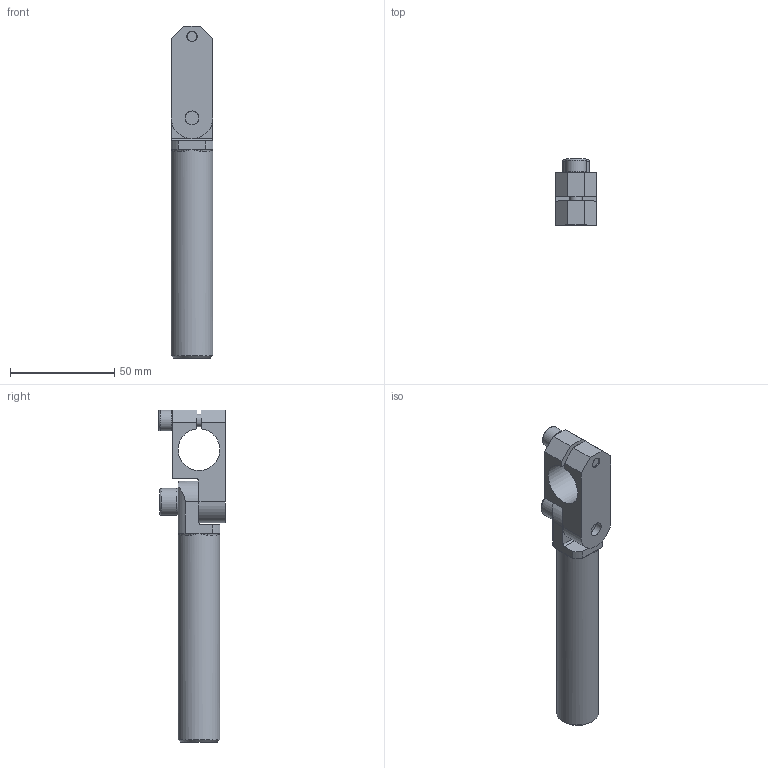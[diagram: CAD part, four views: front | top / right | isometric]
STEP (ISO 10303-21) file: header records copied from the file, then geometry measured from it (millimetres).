
FILE_DESCRIPTION((''),'2;1');
FILE_NAME('1-325-24-00-0 GLA 20-20-100.stp','2008-01-17T09:54:03',('Wilberg'),(''),'Autodesk Inventor 11','Autodesk Inventor 11','');
FILE_SCHEMA(('AUTOMOTIVE_DESIGN { 1 0 10303 214 1 1 1 1 }'));
Length unit declared in the file: millimetre
Products named in the file (7): 1-325-24-00-0 GLA 20-20-100; 1-325-24-01-0 GLA 20-20-100; 1-325-21-02-0 GLA 20-20-..-; BMU-493-006; BMU-493-008; ISO 4762-M6x25; ISO 4762-M8x20
Assembly tree (6 placements, depth 2):
  1-325-24-00-0 GLA 20-20-100
    1-325-24-01-0 GLA 20-20-100
    1-325-21-02-0 GLA 20-20-..-
    BMU-493-006
    BMU-493-008
    ISO 4762-M6x25
    ISO 4762-M8x20
Bounding box: 20 x 31.7 x 159 mm (x, y, z)
Volume: 32407.6 mm3; surface area: 21861.7 mm2
Topology: 6 solids, 6 shells, 96 faces, 233 edges, 145 vertices
Faces by surface type: plane 49, cylinder 20, bspline 20, cone 7
Full cylindrical faces by diameter (mm): 6 x2, 6.4 x1, 8 x2, 8.4 x1, 10 x2, 13 x2, 20 x1
Entity records: 3743 total; most frequent: CARTESIAN_POINT 1570, DIRECTION 414, ORIENTED_EDGE 376, EDGE_CURVE 188, AXIS2_PLACEMENT_3D 159, EDGE_LOOP 138, VERTEX_POINT 134, FACE_OUTER_BOUND 96
